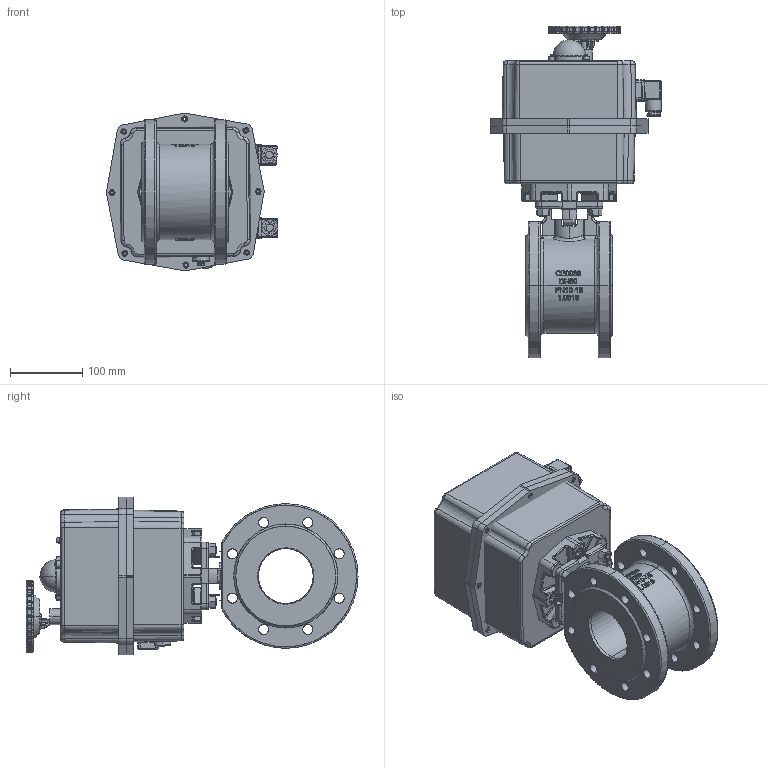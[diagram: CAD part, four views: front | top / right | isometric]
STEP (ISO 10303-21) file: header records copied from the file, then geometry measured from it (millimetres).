
FILE_DESCRIPTION (( 'STEP AP214' ), '1' );
FILE_NAME ('EK06_DN80 (EK06000010).STEP', '2022-05-12T07:21:38', ( '' ), ( '' ), 'SwSTEP 2.0', 'SolidWorks 2021', '' );
FILE_SCHEMA (( 'AUTOMOTIVE_DESIGN' ));
Length unit declared in the file: metre
Products named in the file (1): EK06_DN80 (EK06000010)
Bounding box: 236.88 x 459.5 x 218.25 mm (x, y, z)
Surface area: 501226.3 mm2 (no closed solid volume)
Topology: 0 solids, 317 shells, 1790 faces, 6791 edges, 5168 vertices
Faces by surface type: cylinder 846, plane 415, torus 212, bspline 163, cone 121, sphere 33
Entity records: 125750 total; most frequent: CARTESIAN_POINT 52280, DIRECTION 10928, ORIENTED_EDGE 9837, EDGE_CURVE 6742, VERTEX_POINT 5159, AXIS2_PLACEMENT_3D 4239, CIRCLE 2611, VECTOR 2450
